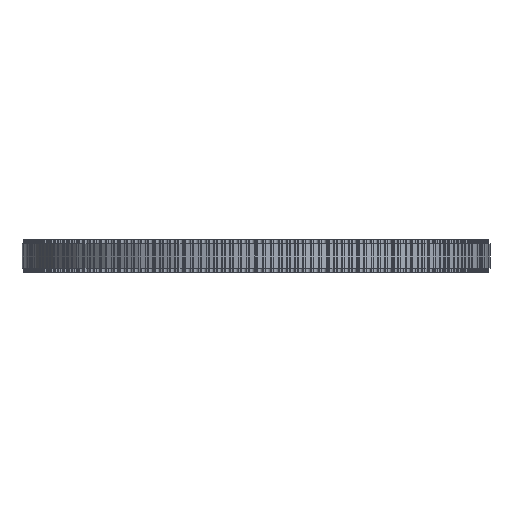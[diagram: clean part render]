
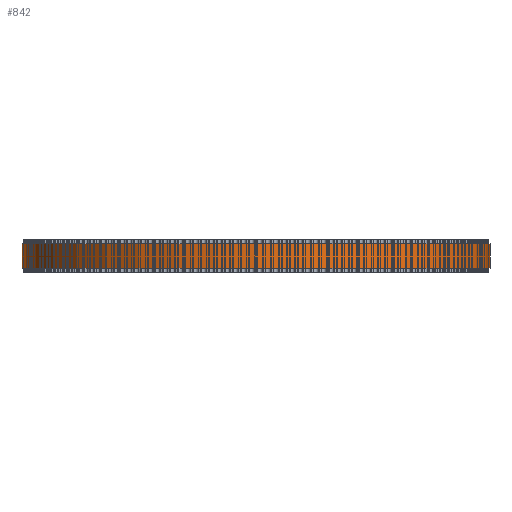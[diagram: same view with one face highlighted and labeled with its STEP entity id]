
A CAD part, front view. The second image highlights one B-rep face of the part: STEP entity #842.
In plain terms, the highlighted cylindrical face has radius 57.296 mm (diameter 114.592 mm), a full revolution.
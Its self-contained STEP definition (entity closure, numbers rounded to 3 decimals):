
#97=FACE_BOUND('',#3008,.T.);
#98=FACE_BOUND('',#3009,.T.);
#842=ADVANCED_FACE('',(#97,#98),#1563,.T.);
#1563=CYLINDRICAL_SURFACE('',#15983,57.296);
#3008=EDGE_LOOP('',(#8770));
#3009=EDGE_LOOP('',(#8771));
#8770=ORIENTED_EDGE('',*,*,#12374,.T.);
#8771=ORIENTED_EDGE('',*,*,#12375,.T.);
#10212=VERTEX_POINT('',#25360);
#10213=VERTEX_POINT('',#25362);
#12374=EDGE_CURVE('',#10212,#10212,#13816,.T.);
#12375=EDGE_CURVE('',#10213,#10213,#13817,.T.);
#13816=CIRCLE('',#15981,57.296);
#13817=CIRCLE('',#15982,57.296);
#15981=AXIS2_PLACEMENT_3D('',#25359,#21030,#21031);
#15982=AXIS2_PLACEMENT_3D('',#25361,#21032,#21033);
#15983=AXIS2_PLACEMENT_3D('',#25363,#21034,#21035);
#21030=DIRECTION('',(0.,0.,1.));
#21031=DIRECTION('',(1.,0.,0.));
#21032=DIRECTION('',(0.,0.,-1.));
#21033=DIRECTION('',(1.,0.,0.));
#21034=DIRECTION('',(0.,0.,1.));
#21035=DIRECTION('',(1.,0.,0.));
#25359=CARTESIAN_POINT('',(0.,0.,1.));
#25360=CARTESIAN_POINT('',(57.296,0.,1.));
#25361=CARTESIAN_POINT('',(0.,0.,7.));
#25362=CARTESIAN_POINT('',(57.296,0.,7.));
#25363=CARTESIAN_POINT('',(0.,0.,1.));
